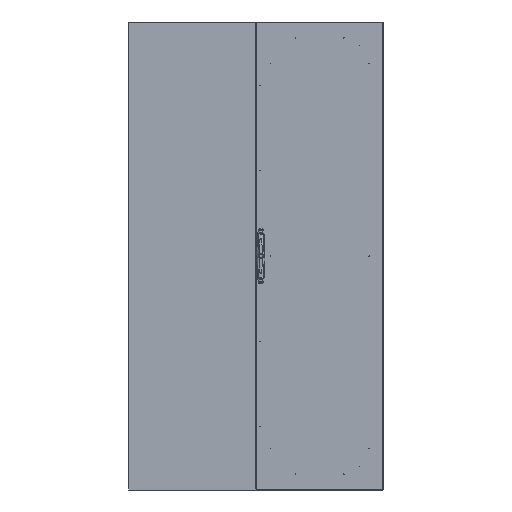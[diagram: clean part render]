
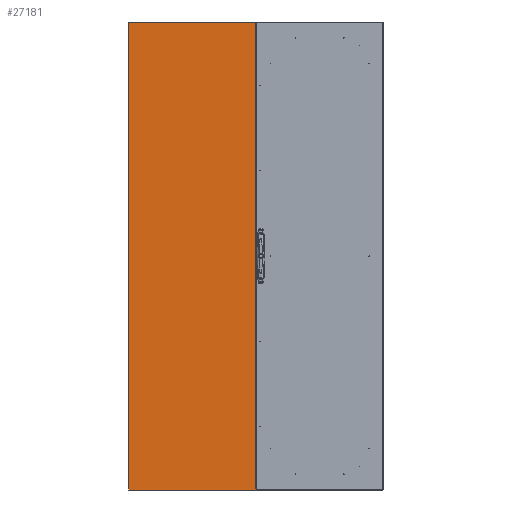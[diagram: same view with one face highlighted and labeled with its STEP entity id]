
A CAD part, front view. The second image highlights one B-rep face of the part: STEP entity #27181.
In plain terms, the highlighted face is planar.
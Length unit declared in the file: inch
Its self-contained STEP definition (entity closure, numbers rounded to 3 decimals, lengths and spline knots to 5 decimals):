
#2385 = EDGE_CURVE ( 'NONE', #32521, #48825, #89655, .T. ) ;
#5116 = VERTEX_POINT ( 'NONE', #92676 ) ;
#7298 = CARTESIAN_POINT ( 'NONE',  ( 0.06168, -42.90614, 0.07874 ) ) ;
#10087 = DIRECTION ( 'NONE',  ( 1., 0., 0. ) ) ;
#10738 = CARTESIAN_POINT ( 'NONE',  ( 0.06168, -300.16787, 0.07874 ) ) ;
#27181 = ADVANCED_FACE ( 'NONE', ( #77921 ), #34426, .F. ) ;
#27792 = CARTESIAN_POINT ( 'NONE',  ( -69.53357, 42.99213, 0.07874 ) ) ;
#27889 = DIRECTION ( 'NONE',  ( 0., 1., 0. ) ) ;
#29657 = CARTESIAN_POINT ( 'NONE',  ( 23.40446, 300.25386, 0.07874 ) ) ;
#32521 = VERTEX_POINT ( 'NONE', #7298 ) ;
#34426 = PLANE ( 'NONE',  #51535 ) ;
#44960 = ORIENTED_EDGE ( 'NONE', *, *, #57050, .F. ) ;
#48684 = VECTOR ( 'NONE', #63904, 39.37008 ) ;
#48825 = VERTEX_POINT ( 'NONE', #73972 ) ;
#51535 = AXIS2_PLACEMENT_3D ( 'NONE', #60164, #87619, #69890 ) ;
#52165 = EDGE_LOOP ( 'NONE', ( #86507, #73559, #44960, #60389 ) ) ;
#55545 = VECTOR ( 'NONE', #27889, 39.37008 ) ;
#57050 = EDGE_CURVE ( 'NONE', #63766, #32521, #108501, .T. ) ;
#60164 = CARTESIAN_POINT ( 'NONE',  ( 11.73307, 0.04299, 0.07874 ) ) ;
#60389 = ORIENTED_EDGE ( 'NONE', *, *, #89119, .F. ) ;
#60999 = VECTOR ( 'NONE', #72573, 39.37008 ) ;
#63766 = VERTEX_POINT ( 'NONE', #64674 ) ;
#63904 = DIRECTION ( 'NONE',  ( -1., 0., 0. ) ) ;
#64674 = CARTESIAN_POINT ( 'NONE',  ( 23.40446, -42.90614, 0.07874 ) ) ;
#69890 = DIRECTION ( 'NONE',  ( 0., 1., 0. ) ) ;
#72515 = CARTESIAN_POINT ( 'NONE',  ( 92.99971, -42.90614, 0.07874 ) ) ;
#72573 = DIRECTION ( 'NONE',  ( 0., -1., 0. ) ) ;
#73559 = ORIENTED_EDGE ( 'NONE', *, *, #2385, .F. ) ;
#73972 = CARTESIAN_POINT ( 'NONE',  ( 0.06168, 42.99213, 0.07874 ) ) ;
#77921 = FACE_OUTER_BOUND ( 'NONE', #52165, .T. ) ;
#78244 = VECTOR ( 'NONE', #10087, 39.37008 ) ;
#86507 = ORIENTED_EDGE ( 'NONE', *, *, #106746, .F. ) ;
#87310 = LINE ( 'NONE', #27792, #78244 ) ;
#87619 = DIRECTION ( 'NONE',  ( 0., 0., -1. ) ) ;
#89119 = EDGE_CURVE ( 'NONE', #5116, #63766, #89746, .T. ) ;
#89655 = LINE ( 'NONE', #10738, #55545 ) ;
#89746 = LINE ( 'NONE', #29657, #60999 ) ;
#92676 = CARTESIAN_POINT ( 'NONE',  ( 23.40446, 42.99213, 0.07874 ) ) ;
#106746 = EDGE_CURVE ( 'NONE', #48825, #5116, #87310, .T. ) ;
#108501 = LINE ( 'NONE', #72515, #48684 ) ;
